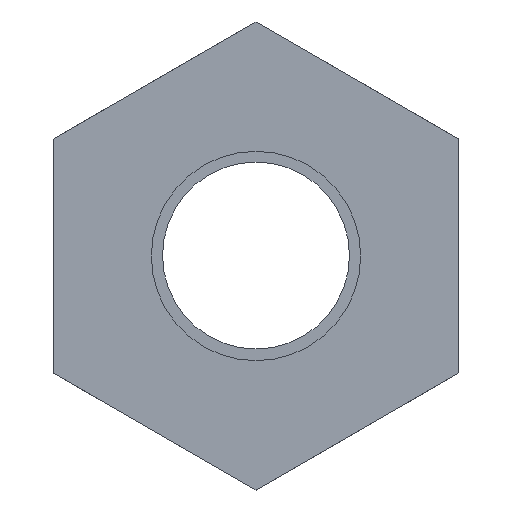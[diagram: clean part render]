
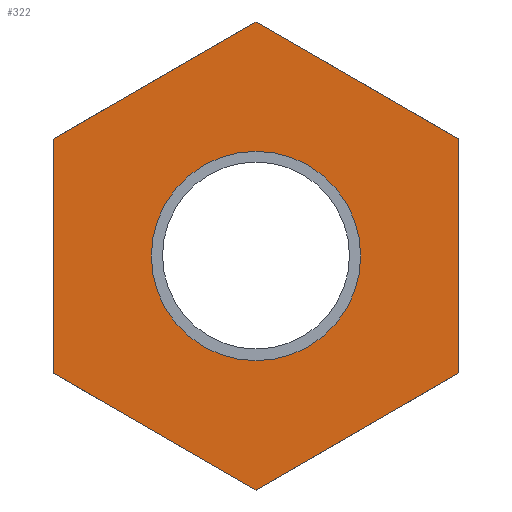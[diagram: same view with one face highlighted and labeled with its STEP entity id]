
A CAD part, front view. The second image highlights one B-rep face of the part: STEP entity #322.
In plain terms, the highlighted planar face has unit normal (0, -1, 0).
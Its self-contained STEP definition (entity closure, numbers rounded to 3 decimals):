
#22=FACE_BOUND('',#112,.T.);
#28=CIRCLE('',#351,1.4);
#34=LINE('',#838,#49);
#37=LINE('',#843,#52);
#39=LINE('',#847,#54);
#42=LINE('',#952,#57);
#44=LINE('',#956,#59);
#45=LINE('',#958,#60);
#49=VECTOR('',#369,10.);
#52=VECTOR('',#374,10.);
#54=VECTOR('',#378,10.);
#57=VECTOR('',#397,10.);
#59=VECTOR('',#401,10.);
#60=VECTOR('',#404,10.);
#70=PLANE('',#355);
#89=FACE_OUTER_BOUND('',#111,.T.);
#111=EDGE_LOOP('',(#280,#281,#282,#283,#284,#285));
#112=EDGE_LOOP('',(#286));
#152=VERTEX_POINT('',#835);
#153=VERTEX_POINT('',#837);
#154=VERTEX_POINT('',#841);
#155=VERTEX_POINT('',#845);
#160=VERTEX_POINT('',#946);
#161=VERTEX_POINT('',#950);
#162=VERTEX_POINT('',#954);
#186=EDGE_CURVE('',#153,#152,#34,.T.);
#189=EDGE_CURVE('',#152,#154,#37,.T.);
#191=EDGE_CURVE('',#154,#155,#39,.T.);
#198=EDGE_CURVE('',#160,#160,#28,.F.);
#201=EDGE_CURVE('',#155,#161,#42,.T.);
#203=EDGE_CURVE('',#161,#162,#44,.T.);
#204=EDGE_CURVE('',#162,#153,#45,.T.);
#280=ORIENTED_EDGE('',*,*,#191,.T.);
#281=ORIENTED_EDGE('',*,*,#201,.T.);
#282=ORIENTED_EDGE('',*,*,#203,.T.);
#283=ORIENTED_EDGE('',*,*,#204,.T.);
#284=ORIENTED_EDGE('',*,*,#186,.T.);
#285=ORIENTED_EDGE('',*,*,#189,.T.);
#286=ORIENTED_EDGE('',*,*,#198,.T.);
#322=ADVANCED_FACE('',(#89,#22),#70,.F.);
#351=AXIS2_PLACEMENT_3D('',#947,#391,#392);
#355=AXIS2_PLACEMENT_3D('',#959,#405,#406);
#369=DIRECTION('',(0.,0.,-1.));
#374=DIRECTION('',(0.866,0.,-0.5));
#378=DIRECTION('',(0.866,0.,0.5));
#391=DIRECTION('center_axis',(0.,-1.,0.));
#392=DIRECTION('ref_axis',(1.,0.,0.));
#397=DIRECTION('',(0.,0.,1.));
#401=DIRECTION('',(-0.866,0.,0.5));
#404=DIRECTION('',(-0.866,0.,-0.5));
#405=DIRECTION('center_axis',(0.,1.,0.));
#406=DIRECTION('ref_axis',(0.,0.,1.));
#835=CARTESIAN_POINT('',(-2.71,0.,-1.565));
#837=CARTESIAN_POINT('',(-2.71,0.,1.565));
#838=CARTESIAN_POINT('',(-2.71,0.,1.565));
#841=CARTESIAN_POINT('',(0.,0.,-3.129));
#843=CARTESIAN_POINT('',(-2.71,0.,-1.565));
#845=CARTESIAN_POINT('',(2.71,0.,-1.565));
#847=CARTESIAN_POINT('',(0.,0.,-3.129));
#946=CARTESIAN_POINT('',(-1.4,0.,0.));
#947=CARTESIAN_POINT('Origin',(0.,0.,0.));
#950=CARTESIAN_POINT('',(2.71,0.,1.565));
#952=CARTESIAN_POINT('',(2.71,0.,-1.565));
#954=CARTESIAN_POINT('',(0.,0.,3.129));
#956=CARTESIAN_POINT('',(2.71,0.,1.565));
#958=CARTESIAN_POINT('',(0.,0.,3.129));
#959=CARTESIAN_POINT('Origin',(0.,0.,0.));
